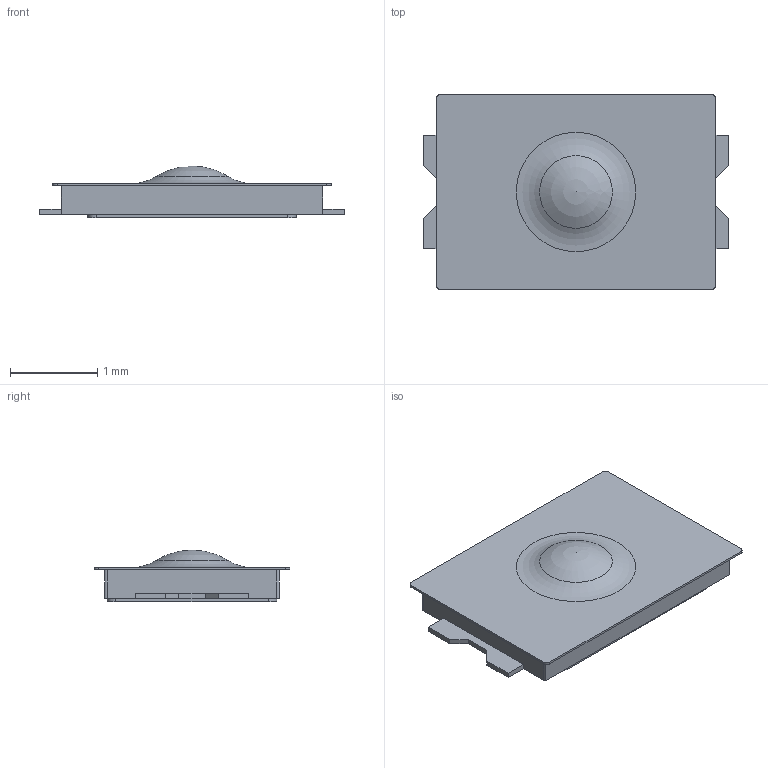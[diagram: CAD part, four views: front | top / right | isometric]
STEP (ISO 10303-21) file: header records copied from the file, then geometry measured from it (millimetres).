
FILE_DESCRIPTION(/* description */ ('STEP AP214'),/* implementation_level */ '2;1');
FILE_NAME(/* name */ 'KXT3.stp',/* time_stamp */ '2020-12-01T18:50:23+01:00',/* author */ ('sawaiz'),/* organization */ (''),/* preprocessor_version */ 'ST-DEVELOPER v18.1',/* originating_system */ 'Autodesk Inventor 2020',/* authorisation */ ' ');
FILE_SCHEMA (('AUTOMOTIVE_DESIGN { 1 0 10303 214 3 1 1 }'));
Length unit declared in the file: metre
Products named in the file (1): KXT3
Bounding box: 3.5 x 2.25 x 0.59 mm (x, y, z)
Volume: 2.4 mm3; surface area: 20.1 mm2
Topology: 1 solids, 1 shells, 168 faces, 420 edges, 282 vertices
Faces by surface type: plane 98, cylinder 68, sphere 1, torus 1
Full cylindrical faces by diameter (mm): 0.1 x13, 0.35 x1, 0.4 x2
Entity records: 5142 total; most frequent: DIRECTION 904, CARTESIAN_POINT 870, ORIENTED_EDGE 838, EDGE_CURVE 419, AXIS2_PLACEMENT_3D 316, VERTEX_POINT 282, LINE 272, VECTOR 272
